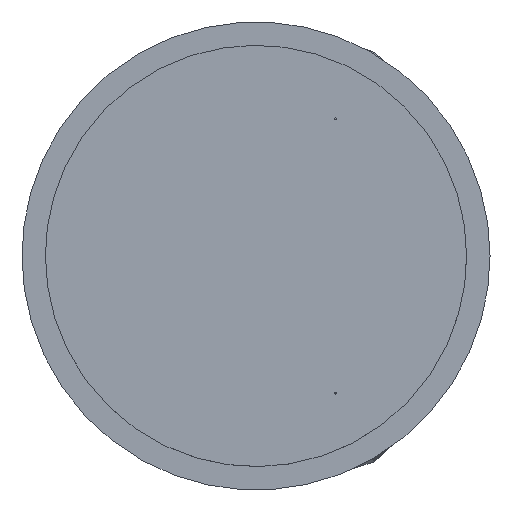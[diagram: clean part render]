
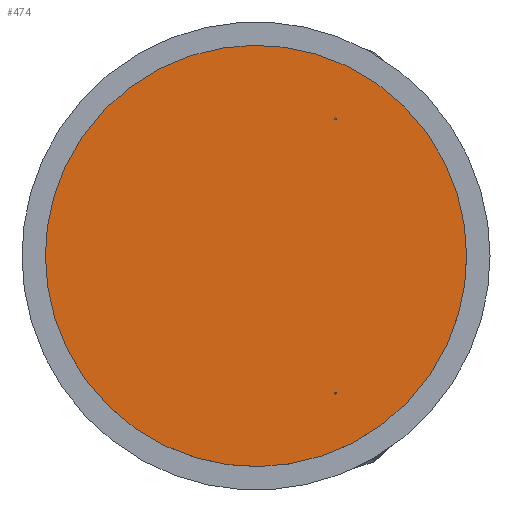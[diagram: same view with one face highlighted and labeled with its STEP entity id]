
A CAD part, top view. The second image highlights one B-rep face of the part: STEP entity #474.
In plain terms, the highlighted planar face has unit normal (0, 0, 1).
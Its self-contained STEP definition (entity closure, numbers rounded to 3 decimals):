
#474=ADVANCED_FACE('',(#738),#3405,.T.);
#738=FACE_OUTER_BOUND('',#1002,.T.);
#1002=EDGE_LOOP('',(#1270,#1271));
#1270=ORIENTED_EDGE('',*,*,#2238,.T.);
#1271=ORIENTED_EDGE('',*,*,#2241,.T.);
#2238=EDGE_CURVE('',#3097,#3099,#2768,.T.);
#2241=EDGE_CURVE('',#3099,#3097,#2771,.T.);
#2768=(
BOUNDED_CURVE()
B_SPLINE_CURVE(2,(#3792,#3793,#3794,#3795,#3796),.UNSPECIFIED.,.F.,.F.)
B_SPLINE_CURVE_WITH_KNOTS((3,2,3),(0.,471.239,942.478),
 .UNSPECIFIED.)
CURVE()
GEOMETRIC_REPRESENTATION_ITEM()
RATIONAL_B_SPLINE_CURVE((1.,0.707,1.,0.707,1.))
REPRESENTATION_ITEM('')
);
#2771=(
BOUNDED_CURVE()
B_SPLINE_CURVE(2,(#3804,#3805,#3806,#3807,#3808),.UNSPECIFIED.,.F.,.F.)
B_SPLINE_CURVE_WITH_KNOTS((3,2,3),(942.478,1413.717,1884.956),
 .UNSPECIFIED.)
CURVE()
GEOMETRIC_REPRESENTATION_ITEM()
RATIONAL_B_SPLINE_CURVE((1.,0.707,1.,0.707,1.))
REPRESENTATION_ITEM('')
);
#3097=VERTEX_POINT('',#3782);
#3099=VERTEX_POINT('',#3784);
#3405=PLANE('',#3586);
#3586=AXIS2_PLACEMENT_3D('',#3779,#3682,$);
#3682=DIRECTION('',(0.,0.,1.));
#3779=CARTESIAN_POINT('',(-337.5,-337.5,1463.298));
#3782=CARTESIAN_POINT('',(270.,0.,1463.298));
#3784=CARTESIAN_POINT('',(-270.,0.,1463.298));
#3792=CARTESIAN_POINT('',(270.,0.,1463.298));
#3793=CARTESIAN_POINT('',(270.,270.,1463.298));
#3794=CARTESIAN_POINT('',(0.,270.,1463.298));
#3795=CARTESIAN_POINT('',(-270.,270.,1463.298));
#3796=CARTESIAN_POINT('',(-270.,0.,1463.298));
#3804=CARTESIAN_POINT('',(-270.,0.,1463.298));
#3805=CARTESIAN_POINT('',(-270.,-270.,1463.298));
#3806=CARTESIAN_POINT('',(0.,-270.,1463.298));
#3807=CARTESIAN_POINT('',(270.,-270.,1463.298));
#3808=CARTESIAN_POINT('',(270.,0.,1463.298));
